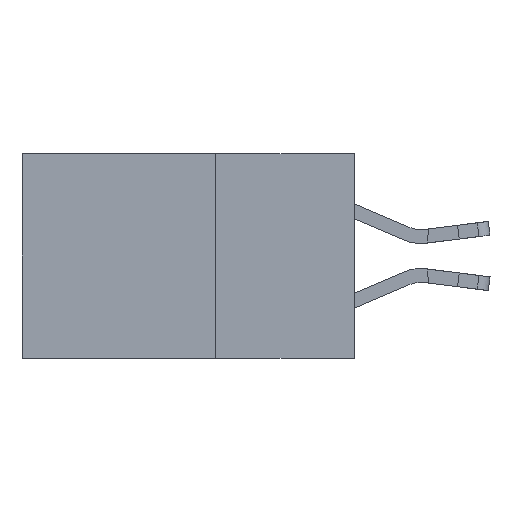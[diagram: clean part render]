
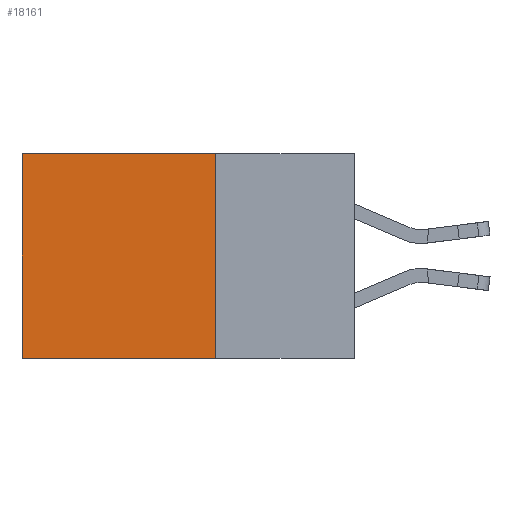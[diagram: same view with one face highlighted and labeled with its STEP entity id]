
A CAD part, left-side view. The second image highlights one B-rep face of the part: STEP entity #18161.
In plain terms, the highlighted planar face has unit normal (-1, 0, 0).
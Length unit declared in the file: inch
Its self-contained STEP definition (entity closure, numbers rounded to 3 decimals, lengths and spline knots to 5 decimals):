
#753 = DIRECTION ( 'NONE',  ( 0., 1., 0. ) ) ;
#946 = CARTESIAN_POINT ( 'NONE',  ( 0.298, 0.25, -0.37 ) ) ;
#1026 = CARTESIAN_POINT ( 'NONE',  ( 0.298, 0.25, 0. ) ) ;
#2176 = ORIENTED_EDGE ( 'NONE', *, *, #15380, .T. ) ;
#2214 = VERTEX_POINT ( 'NONE', #4289 ) ;
#4289 = CARTESIAN_POINT ( 'NONE',  ( 0.298, 0.25, 0. ) ) ;
#4817 = LINE ( 'NONE', #9512, #17541 ) ;
#6029 = CARTESIAN_POINT ( 'NONE',  ( 0.298, 0.25, 0. ) ) ;
#6039 = LINE ( 'NONE', #1026, #25403 ) ;
#7095 = EDGE_LOOP ( 'NONE', ( #11077, #17793, #19173, #2176 ) ) ;
#7400 = EDGE_CURVE ( 'NONE', #26221, #10546, #17151, .T. ) ;
#7730 = DIRECTION ( 'NONE',  ( 0., 1., 0. ) ) ;
#9154 = FACE_OUTER_BOUND ( 'NONE', #7095, .T. ) ;
#9512 = CARTESIAN_POINT ( 'NONE',  ( 0.298, 0.25, -0.37 ) ) ;
#10546 = VERTEX_POINT ( 'NONE', #10984 ) ;
#10984 = CARTESIAN_POINT ( 'NONE',  ( 0.298, 0.6, -0.37 ) ) ;
#11077 = ORIENTED_EDGE ( 'NONE', *, *, #7400, .T. ) ;
#12226 = AXIS2_PLACEMENT_3D ( 'NONE', #20345, #24699, #20249 ) ;
#15380 = EDGE_CURVE ( 'NONE', #2214, #26221, #6039, .T. ) ;
#15885 = PLANE ( 'NONE',  #12226 ) ;
#17151 = LINE ( 'NONE', #20073, #25102 ) ;
#17541 = VECTOR ( 'NONE', #7730, 39.37008 ) ;
#17793 = ORIENTED_EDGE ( 'NONE', *, *, #18203, .F. ) ;
#18031 = DIRECTION ( 'NONE',  ( 0., 0., -1. ) ) ;
#18161 = ADVANCED_FACE ( 'NONE', ( #9154 ), #15885, .F. ) ;
#18203 = EDGE_CURVE ( 'NONE', #18252, #10546, #4817, .T. ) ;
#18252 = VERTEX_POINT ( 'NONE', #946 ) ;
#18987 = VECTOR ( 'NONE', #25432, 39.37008 ) ;
#19173 = ORIENTED_EDGE ( 'NONE', *, *, #21826, .F. ) ;
#20073 = CARTESIAN_POINT ( 'NONE',  ( 0.298, 0.6, 0. ) ) ;
#20249 = DIRECTION ( 'NONE',  ( 0., 0., -1. ) ) ;
#20345 = CARTESIAN_POINT ( 'NONE',  ( 0.298, 0.25, 0. ) ) ;
#20359 = LINE ( 'NONE', #6029, #18987 ) ;
#21826 = EDGE_CURVE ( 'NONE', #2214, #18252, #20359, .T. ) ;
#24400 = CARTESIAN_POINT ( 'NONE',  ( 0.298, 0.6, 0. ) ) ;
#24699 = DIRECTION ( 'NONE',  ( 1., 0., 0. ) ) ;
#25102 = VECTOR ( 'NONE', #18031, 39.37008 ) ;
#25403 = VECTOR ( 'NONE', #753, 39.37008 ) ;
#25432 = DIRECTION ( 'NONE',  ( 0., 0., -1. ) ) ;
#26221 = VERTEX_POINT ( 'NONE', #24400 ) ;
